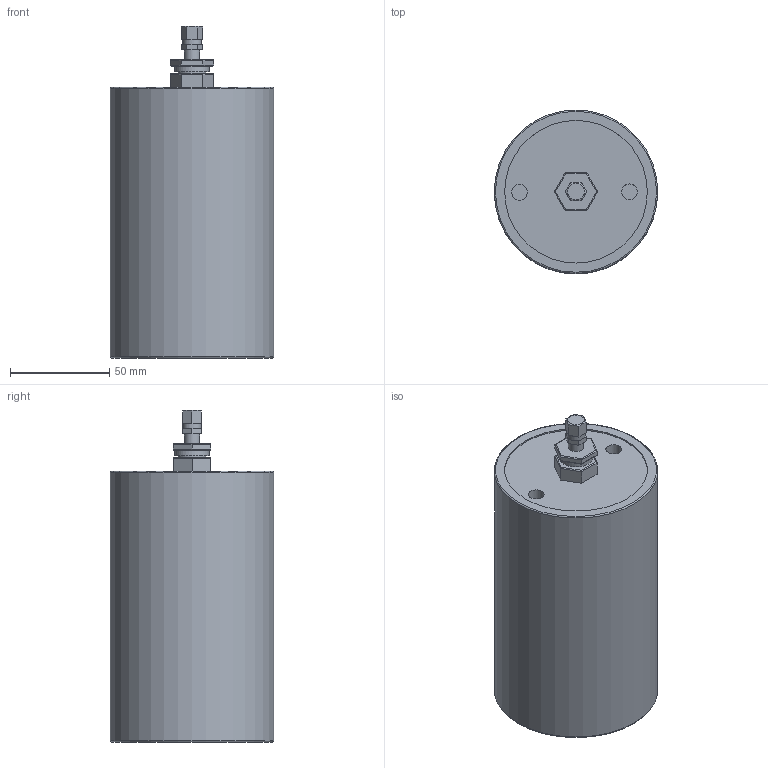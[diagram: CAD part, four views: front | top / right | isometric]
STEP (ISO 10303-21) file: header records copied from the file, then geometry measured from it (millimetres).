
FILE_DESCRIPTION((''),'2;1');
FILE_NAME('APX4-8-SS-1_R0.stp','2017-07-11T08:53:59',(''),(''),'Autodesk Inventor 2009','Autodesk Inventor 2009','');
FILE_SCHEMA(('AUTOMOTIVE_DESIGN { 1 0 10303 214 1 1 1 1 }'));
Length unit declared in the file: inch
Products named in the file (1): APX4-8-SS-1_R0
Bounding box: 82.55 x 82.55 x 167.63 mm (x, y, z)
Volume: 729055.9 mm3; surface area: 50059.3 mm2
Topology: 2 solids, 2 shells, 81 faces, 169 edges, 102 vertices
Faces by surface type: plane 50, cylinder 28, torus 2, cone 1
Full cylindrical faces by diameter (mm): 7.62 x1, 7.938 x2, 9.349 x1, 13.97 x2, 17.272 x1, 21.336 x1, 72.009 x1, 82.55 x1
Entity records: 2087 total; most frequent: DIRECTION 362, CARTESIAN_POINT 346, ORIENTED_EDGE 306, EDGE_CURVE 153, AXIS2_PLACEMENT_3D 133, EDGE_LOOP 104, VERTEX_POINT 99, VECTOR 96
